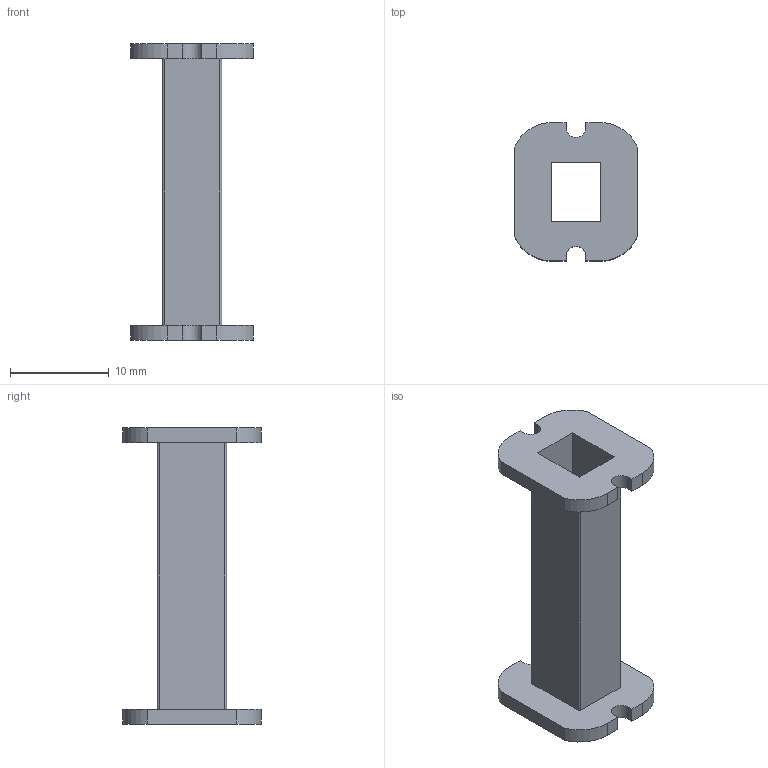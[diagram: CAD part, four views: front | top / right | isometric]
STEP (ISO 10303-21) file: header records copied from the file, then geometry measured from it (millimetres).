
FILE_DESCRIPTION (( 'STEP AP203' ), '1' );
FILE_NAME ('4-x殤.STEP', '2023-02-09T07:31:03', ( '' ), ( '' ), 'SwSTEP 2.0', 'SolidWorks 2018', '' );
FILE_SCHEMA (( 'CONFIG_CONTROL_DESIGN' ));
Length unit declared in the file: millimetre
Products named in the file (1): 4-x殤
Bounding box: 12.4 x 14 x 30 mm (x, y, z)
Volume: 708 mm3; surface area: 1995.8 mm2
Topology: 1 solids, 1 shells, 48 faces, 132 edges, 88 vertices
Faces by surface type: plane 32, cylinder 16
Entity records: 1609 total; most frequent: CARTESIAN_POINT 269, ORIENTED_EDGE 264, DIRECTION 262, EDGE_CURVE 132, VECTOR 100, LINE 100, VERTEX_POINT 88, AXIS2_PLACEMENT_3D 81
